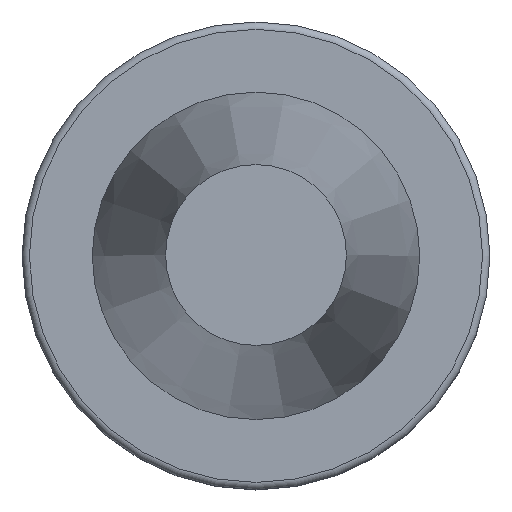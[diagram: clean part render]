
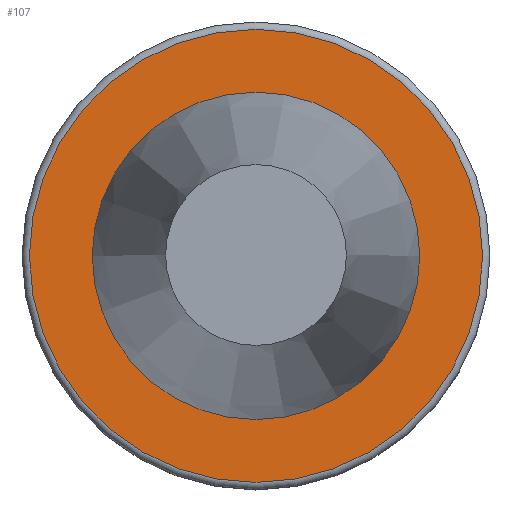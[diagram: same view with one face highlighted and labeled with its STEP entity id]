
A CAD part, top view. The second image highlights one B-rep face of the part: STEP entity #107.
In plain terms, the highlighted planar face has unit normal (0, 0, 1).
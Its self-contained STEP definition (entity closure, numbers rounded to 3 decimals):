
#82=FACE_BOUND('',#153,.T.);
#83=FACE_BOUND('',#154,.T.);
#107=ADVANCED_FACE('',(#82,#83),#116,.F.);
#116=PLANE('',#303);
#153=EDGE_LOOP('',(#195));
#154=EDGE_LOOP('',(#196));
#195=ORIENTED_EDGE('',*,*,#242,.F.);
#196=ORIENTED_EDGE('',*,*,#241,.T.);
#220=VERTEX_POINT('',#449);
#221=VERTEX_POINT('',#452);
#241=EDGE_CURVE('',#220,#220,#262,.T.);
#242=EDGE_CURVE('',#221,#221,#263,.T.);
#262=CIRCLE('',#300,30.75);
#263=CIRCLE('',#302,21.925);
#300=AXIS2_PLACEMENT_3D('',#448,#377,#378);
#302=AXIS2_PLACEMENT_3D('',#451,#381,#382);
#303=AXIS2_PLACEMENT_3D('',#453,#383,#384);
#377=DIRECTION('',(0.0,0.0,1.0));
#378=DIRECTION('',(1.0,0.0,0.0));
#381=DIRECTION('',(0.0,0.0,1.0));
#382=DIRECTION('',(1.0,0.0,0.0));
#383=DIRECTION('',(0.0,0.0,-1.0));
#384=DIRECTION('',(-1.0,0.0,0.0));
#448=CARTESIAN_POINT('',(0.0,0.0,-1.0));
#449=CARTESIAN_POINT('',(30.75,0.0,-1.0));
#451=CARTESIAN_POINT('',(0.0,0.0,-1.0));
#452=CARTESIAN_POINT('',(21.925,0.0,-1.0));
#453=CARTESIAN_POINT('',(-26.63,15.375,-1.0));
